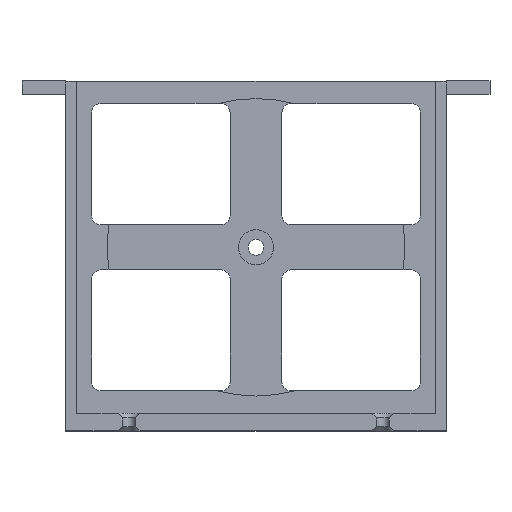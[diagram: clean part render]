
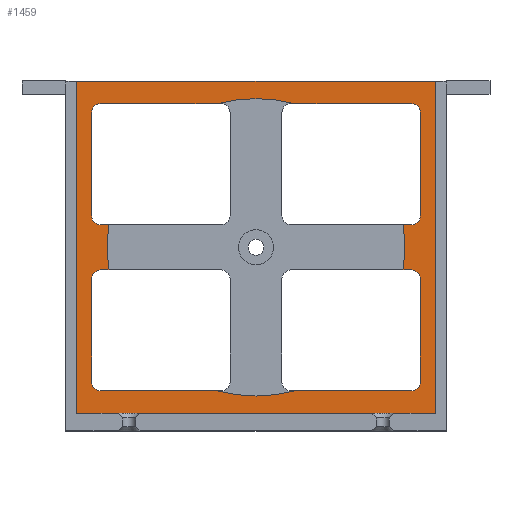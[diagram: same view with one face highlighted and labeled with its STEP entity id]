
A CAD part, top view. The second image highlights one B-rep face of the part: STEP entity #1459.
In plain terms, the highlighted planar face has unit normal (0, 0, 1).
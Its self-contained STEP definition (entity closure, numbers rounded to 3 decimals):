
#32=FACE_BOUND('',#222,.T.);
#70=PLANE('',#1595);
#136=FACE_OUTER_BOUND('',#221,.T.);
#221=EDGE_LOOP('',(#1284,#1285,#1286,#1287));
#222=EDGE_LOOP('',(#1288,#1289,#1290,#1291,#1292,#1293,#1294,#1295,#1296,
#1297,#1298,#1299,#1300,#1301,#1302,#1303,#1304,#1305,#1306,#1307,#1308,
#1309,#1310,#1311));
#276=LINE('',#2159,#425);
#314=LINE('',#2261,#463);
#319=LINE('',#2272,#468);
#324=LINE('',#2284,#473);
#330=LINE('',#2301,#479);
#335=LINE('',#2312,#484);
#340=LINE('',#2324,#489);
#346=LINE('',#2341,#495);
#351=LINE('',#2352,#500);
#356=LINE('',#2364,#505);
#358=LINE('',#2371,#507);
#364=LINE('',#2384,#513);
#370=LINE('',#2401,#519);
#379=LINE('',#2427,#528);
#381=LINE('',#2430,#530);
#382=LINE('',#2432,#531);
#425=VECTOR('',#1712,1.);
#463=VECTOR('',#1814,1.);
#468=VECTOR('',#1825,1.);
#473=VECTOR('',#1836,1.);
#479=VECTOR('',#1854,1.);
#484=VECTOR('',#1865,1.);
#489=VECTOR('',#1876,1.);
#495=VECTOR('',#1894,1.);
#500=VECTOR('',#1905,1.);
#505=VECTOR('',#1916,1.);
#507=VECTOR('',#1924,1.);
#513=VECTOR('',#1936,1.);
#519=VECTOR('',#1954,1.);
#528=VECTOR('',#1983,1.);
#530=VECTOR('',#1987,1.);
#531=VECTOR('',#1990,1.);
#566=CIRCLE('',#1543,2.);
#567=CIRCLE('',#1546,2.);
#570=CIRCLE('',#1555,2.);
#571=CIRCLE('',#1558,2.);
#574=CIRCLE('',#1567,2.);
#575=CIRCLE('',#1570,2.);
#577=CIRCLE('',#1576,2.);
#580=CIRCLE('',#1585,2.);
#584=CIRCLE('',#1596,34.);
#585=CIRCLE('',#1597,34.);
#586=CIRCLE('',#1598,34.);
#587=CIRCLE('',#1599,34.);
#649=VERTEX_POINT('',#2156);
#650=VERTEX_POINT('',#2158);
#681=VERTEX_POINT('',#2258);
#682=VERTEX_POINT('',#2260);
#684=VERTEX_POINT('',#2266);
#685=VERTEX_POINT('',#2270);
#686=VERTEX_POINT('',#2274);
#689=VERTEX_POINT('',#2282);
#693=VERTEX_POINT('',#2298);
#694=VERTEX_POINT('',#2300);
#696=VERTEX_POINT('',#2306);
#697=VERTEX_POINT('',#2310);
#698=VERTEX_POINT('',#2314);
#701=VERTEX_POINT('',#2322);
#705=VERTEX_POINT('',#2338);
#706=VERTEX_POINT('',#2340);
#708=VERTEX_POINT('',#2346);
#709=VERTEX_POINT('',#2350);
#710=VERTEX_POINT('',#2354);
#713=VERTEX_POINT('',#2362);
#714=VERTEX_POINT('',#2368);
#715=VERTEX_POINT('',#2370);
#716=VERTEX_POINT('',#2374);
#719=VERTEX_POINT('',#2382);
#723=VERTEX_POINT('',#2398);
#724=VERTEX_POINT('',#2400);
#730=VERTEX_POINT('',#2424);
#731=VERTEX_POINT('',#2426);
#795=EDGE_CURVE('',#650,#649,#276,.T.);
#846=EDGE_CURVE('',#682,#681,#314,.T.);
#850=EDGE_CURVE('',#681,#684,#566,.T.);
#852=EDGE_CURVE('',#685,#684,#319,.T.);
#854=EDGE_CURVE('',#685,#686,#567,.T.);
#858=EDGE_CURVE('',#689,#686,#324,.T.);
#866=EDGE_CURVE('',#693,#694,#330,.T.);
#870=EDGE_CURVE('',#693,#696,#570,.T.);
#872=EDGE_CURVE('',#696,#697,#335,.T.);
#874=EDGE_CURVE('',#697,#698,#571,.T.);
#878=EDGE_CURVE('',#698,#701,#340,.T.);
#886=EDGE_CURVE('',#705,#706,#346,.T.);
#890=EDGE_CURVE('',#705,#708,#574,.T.);
#892=EDGE_CURVE('',#708,#709,#351,.T.);
#894=EDGE_CURVE('',#709,#710,#575,.T.);
#898=EDGE_CURVE('',#710,#713,#356,.T.);
#901=EDGE_CURVE('',#714,#715,#358,.T.);
#904=EDGE_CURVE('',#714,#716,#577,.T.);
#908=EDGE_CURVE('',#719,#716,#364,.T.);
#916=EDGE_CURVE('',#724,#723,#370,.T.);
#919=EDGE_CURVE('',#723,#715,#580,.T.);
#929=EDGE_CURVE('',#730,#731,#379,.T.);
#931=EDGE_CURVE('',#649,#731,#381,.T.);
#932=EDGE_CURVE('',#650,#730,#382,.T.);
#933=EDGE_CURVE('',#713,#694,#584,.T.);
#934=EDGE_CURVE('',#724,#701,#585,.T.);
#935=EDGE_CURVE('',#682,#719,#586,.T.);
#936=EDGE_CURVE('',#706,#689,#587,.T.);
#1284=ORIENTED_EDGE('',*,*,#932,.F.);
#1285=ORIENTED_EDGE('',*,*,#795,.T.);
#1286=ORIENTED_EDGE('',*,*,#931,.T.);
#1287=ORIENTED_EDGE('',*,*,#929,.F.);
#1288=ORIENTED_EDGE('',*,*,#933,.T.);
#1289=ORIENTED_EDGE('',*,*,#866,.F.);
#1290=ORIENTED_EDGE('',*,*,#870,.T.);
#1291=ORIENTED_EDGE('',*,*,#872,.T.);
#1292=ORIENTED_EDGE('',*,*,#874,.T.);
#1293=ORIENTED_EDGE('',*,*,#878,.T.);
#1294=ORIENTED_EDGE('',*,*,#934,.F.);
#1295=ORIENTED_EDGE('',*,*,#916,.T.);
#1296=ORIENTED_EDGE('',*,*,#919,.T.);
#1297=ORIENTED_EDGE('',*,*,#901,.F.);
#1298=ORIENTED_EDGE('',*,*,#904,.T.);
#1299=ORIENTED_EDGE('',*,*,#908,.F.);
#1300=ORIENTED_EDGE('',*,*,#935,.F.);
#1301=ORIENTED_EDGE('',*,*,#846,.T.);
#1302=ORIENTED_EDGE('',*,*,#850,.T.);
#1303=ORIENTED_EDGE('',*,*,#852,.F.);
#1304=ORIENTED_EDGE('',*,*,#854,.T.);
#1305=ORIENTED_EDGE('',*,*,#858,.F.);
#1306=ORIENTED_EDGE('',*,*,#936,.F.);
#1307=ORIENTED_EDGE('',*,*,#886,.F.);
#1308=ORIENTED_EDGE('',*,*,#890,.T.);
#1309=ORIENTED_EDGE('',*,*,#892,.T.);
#1310=ORIENTED_EDGE('',*,*,#894,.T.);
#1311=ORIENTED_EDGE('',*,*,#898,.T.);
#1459=ADVANCED_FACE('',(#136,#32),#70,.T.);
#1543=AXIS2_PLACEMENT_3D('',#2268,#1820,#1821);
#1546=AXIS2_PLACEMENT_3D('',#2276,#1829,#1830);
#1555=AXIS2_PLACEMENT_3D('',#2308,#1860,#1861);
#1558=AXIS2_PLACEMENT_3D('',#2316,#1869,#1870);
#1567=AXIS2_PLACEMENT_3D('',#2348,#1900,#1901);
#1570=AXIS2_PLACEMENT_3D('',#2356,#1909,#1910);
#1576=AXIS2_PLACEMENT_3D('',#2376,#1929,#1930);
#1585=AXIS2_PLACEMENT_3D('',#2406,#1959,#1960);
#1595=AXIS2_PLACEMENT_3D('',#2431,#1988,#1989);
#1596=AXIS2_PLACEMENT_3D('',#2433,#1991,#1992);
#1597=AXIS2_PLACEMENT_3D('',#2434,#1993,#1994);
#1598=AXIS2_PLACEMENT_3D('',#2435,#1995,#1996);
#1599=AXIS2_PLACEMENT_3D('',#2436,#1997,#1998);
#1712=DIRECTION('',(-1.,0.,0.));
#1814=DIRECTION('',(1.,0.,0.));
#1820=DIRECTION('center_axis',(0.,0.,-1.));
#1821=DIRECTION('ref_axis',(-1.,0.,0.));
#1825=DIRECTION('',(0.,1.,0.));
#1829=DIRECTION('center_axis',(0.,0.,-1.));
#1830=DIRECTION('ref_axis',(-1.,0.,0.));
#1836=DIRECTION('',(1.,0.,0.));
#1854=DIRECTION('',(1.,0.,0.));
#1860=DIRECTION('center_axis',(0.,0.,-1.));
#1861=DIRECTION('ref_axis',(-1.,0.,0.));
#1865=DIRECTION('',(0.,1.,0.));
#1869=DIRECTION('center_axis',(0.,0.,-1.));
#1870=DIRECTION('ref_axis',(-1.,0.,0.));
#1876=DIRECTION('',(1.,0.,0.));
#1894=DIRECTION('',(1.,0.,0.));
#1900=DIRECTION('center_axis',(0.,0.,-1.));
#1901=DIRECTION('ref_axis',(-1.,0.,0.));
#1905=DIRECTION('',(0.,1.,0.));
#1909=DIRECTION('center_axis',(0.,0.,-1.));
#1910=DIRECTION('ref_axis',(-1.,0.,0.));
#1916=DIRECTION('',(1.,0.,0.));
#1924=DIRECTION('',(0.,1.,0.));
#1929=DIRECTION('center_axis',(0.,0.,-1.));
#1930=DIRECTION('ref_axis',(-1.,0.,0.));
#1936=DIRECTION('',(1.,0.,0.));
#1954=DIRECTION('',(1.,0.,0.));
#1959=DIRECTION('center_axis',(0.,0.,-1.));
#1960=DIRECTION('ref_axis',(-1.,0.,0.));
#1983=DIRECTION('',(-1.,0.,0.));
#1987=DIRECTION('',(0.,-1.,0.));
#1988=DIRECTION('center_axis',(0.,0.,1.));
#1989=DIRECTION('ref_axis',(0.,-1.,0.));
#1990=DIRECTION('',(0.,-1.,0.));
#1991=DIRECTION('center_axis',(0.,0.,-1.));
#1992=DIRECTION('ref_axis',(-1.,0.,0.));
#1993=DIRECTION('center_axis',(0.,0.,1.));
#1994=DIRECTION('ref_axis',(-1.,0.,0.));
#1995=DIRECTION('center_axis',(0.,0.,1.));
#1996=DIRECTION('ref_axis',(-1.,0.,0.));
#1997=DIRECTION('center_axis',(0.,0.,1.));
#1998=DIRECTION('ref_axis',(-1.,0.,0.));
#2156=CARTESIAN_POINT('',(-41.,42.095,9.593));
#2158=CARTESIAN_POINT('',(41.,42.095,9.593));
#2159=CARTESIAN_POINT('',(-42.25,42.095,9.593));
#2258=CARTESIAN_POINT('',(35.568,-1.087,9.593));
#2260=CARTESIAN_POINT('',(33.603,-1.087,9.593));
#2261=CARTESIAN_POINT('',(-2.716,-1.087,9.593));
#2266=CARTESIAN_POINT('',(37.568,-3.087,9.593));
#2268=CARTESIAN_POINT('Origin',(35.568,-3.087,9.593));
#2270=CARTESIAN_POINT('',(37.568,-26.723,9.593));
#2272=CARTESIAN_POINT('',(37.568,19.754,9.593));
#2274=CARTESIAN_POINT('',(35.568,-28.723,9.593));
#2276=CARTESIAN_POINT('Origin',(35.568,-26.723,9.593));
#2282=CARTESIAN_POINT('',(8.886,-28.723,9.593));
#2284=CARTESIAN_POINT('',(-2.716,-28.723,9.593));
#2298=CARTESIAN_POINT('',(-35.568,9.277,9.593));
#2300=CARTESIAN_POINT('',(-33.603,9.277,9.593));
#2301=CARTESIAN_POINT('',(-24.466,9.277,9.593));
#2306=CARTESIAN_POINT('',(-37.568,11.277,9.593));
#2308=CARTESIAN_POINT('Origin',(-35.568,11.277,9.593));
#2310=CARTESIAN_POINT('',(-37.568,34.913,9.593));
#2312=CARTESIAN_POINT('',(-37.568,38.754,9.593));
#2314=CARTESIAN_POINT('',(-35.568,36.913,9.593));
#2316=CARTESIAN_POINT('Origin',(-35.568,34.913,9.593));
#2322=CARTESIAN_POINT('',(-8.886,36.913,9.593));
#2324=CARTESIAN_POINT('',(-24.466,36.913,9.593));
#2338=CARTESIAN_POINT('',(-35.568,-28.723,9.593));
#2340=CARTESIAN_POINT('',(-8.886,-28.723,9.593));
#2341=CARTESIAN_POINT('',(-24.466,-28.723,9.593));
#2346=CARTESIAN_POINT('',(-37.568,-26.723,9.593));
#2348=CARTESIAN_POINT('Origin',(-35.568,-26.723,9.593));
#2350=CARTESIAN_POINT('',(-37.568,-3.087,9.593));
#2352=CARTESIAN_POINT('',(-37.568,19.754,9.593));
#2354=CARTESIAN_POINT('',(-35.568,-1.087,9.593));
#2356=CARTESIAN_POINT('Origin',(-35.568,-3.087,9.593));
#2362=CARTESIAN_POINT('',(-33.603,-1.087,9.593));
#2364=CARTESIAN_POINT('',(-24.466,-1.087,9.593));
#2368=CARTESIAN_POINT('',(37.568,11.277,9.593));
#2370=CARTESIAN_POINT('',(37.568,34.913,9.593));
#2371=CARTESIAN_POINT('',(37.568,38.754,9.593));
#2374=CARTESIAN_POINT('',(35.568,9.277,9.593));
#2376=CARTESIAN_POINT('Origin',(35.568,11.277,9.593));
#2382=CARTESIAN_POINT('',(33.603,9.277,9.593));
#2384=CARTESIAN_POINT('',(-2.716,9.277,9.593));
#2398=CARTESIAN_POINT('',(35.568,36.913,9.593));
#2400=CARTESIAN_POINT('',(8.886,36.913,9.593));
#2401=CARTESIAN_POINT('',(-2.716,36.913,9.593));
#2406=CARTESIAN_POINT('Origin',(35.568,34.913,9.593));
#2424=CARTESIAN_POINT('',(41.,-33.905,9.593));
#2426=CARTESIAN_POINT('',(-41.,-33.905,9.593));
#2427=CARTESIAN_POINT('',(-42.25,-33.905,9.593));
#2430=CARTESIAN_POINT('',(-41.,42.595,9.593));
#2431=CARTESIAN_POINT('Origin',(-41.,42.595,9.593));
#2432=CARTESIAN_POINT('',(41.,42.595,9.593));
#2433=CARTESIAN_POINT('Origin',(0.,4.095,9.593));
#2434=CARTESIAN_POINT('Origin',(0.,4.095,9.593));
#2435=CARTESIAN_POINT('Origin',(0.,4.095,9.593));
#2436=CARTESIAN_POINT('Origin',(0.,4.095,9.593));
